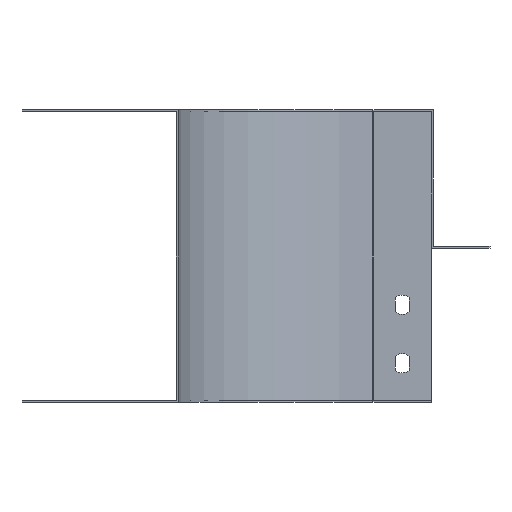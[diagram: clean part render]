
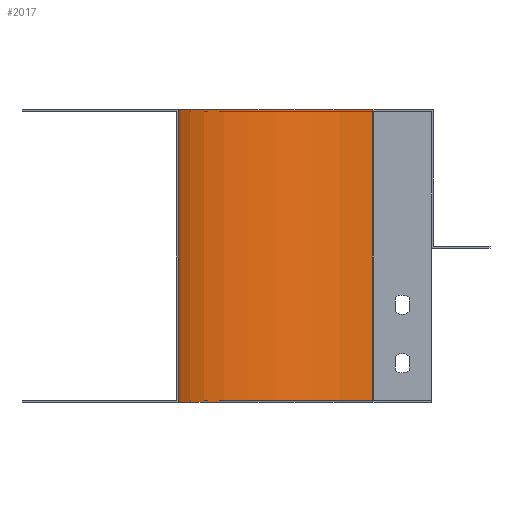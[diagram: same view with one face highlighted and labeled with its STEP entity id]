
A CAD part, left-side view. The second image highlights one B-rep face of the part: STEP entity #2017.
In plain terms, the highlighted cylindrical face has radius 100 mm (diameter 200 mm), a partial arc.
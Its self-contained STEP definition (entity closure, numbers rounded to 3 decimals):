
#58 = EDGE_CURVE ( 'NONE', #2375, #2336, #1839, .T. ) ;
#59 = EDGE_CURVE ( 'NONE', #2334, #2336, #1837, .T. ) ;
#60 = EDGE_CURVE ( 'NONE', #2378, #2334, #1841, .T. ) ;
#332 = LINE ( 'NONE', #2683, #335 ) ;
#335 = VECTOR ( 'NONE', #2682, 1000. ) ;
#446 = FACE_OUTER_BOUND ( 'NONE', #643, .T. ) ;
#450 = CYLINDRICAL_SURFACE ( 'NONE', #1083, 100. ) ;
#519 = ORIENTED_EDGE ( 'NONE', *, *, #60, .F. ) ;
#520 = ORIENTED_EDGE ( 'NONE', *, *, #59, .F. ) ;
#521 = ORIENTED_EDGE ( 'NONE', *, *, #58, .T. ) ;
#522 = ORIENTED_EDGE ( 'NONE', *, *, #1953, .T. ) ;
#643 = EDGE_LOOP ( 'NONE', ( #522, #521, #520, #519 ) ) ;
#1083 = AXIS2_PLACEMENT_3D ( 'NONE', #2583, #2588, #2617 ) ;
#1205 = AXIS2_PLACEMENT_3D ( 'NONE', #2540, #2539, #2537 ) ;
#1206 = AXIS2_PLACEMENT_3D ( 'NONE', #2549, #2548, #2547 ) ;
#1837 = LINE ( 'NONE', #2550, #1843 ) ;
#1839 = CIRCLE ( 'NONE', #1206, 100. ) ;
#1841 = CIRCLE ( 'NONE', #1205, 100. ) ;
#1843 = VECTOR ( 'NONE', #2558, 1000. ) ;
#1953 = EDGE_CURVE ( 'NONE', #2378, #2375, #332, .T. ) ;
#2017 = ADVANCED_FACE ( 'NONE', ( #446 ), #450, .F. ) ;
#2194 = CARTESIAN_POINT ( 'NONE',  ( 0., 30., 1. ) ) ;
#2196 = CARTESIAN_POINT ( 'NONE',  ( 0., 30., -149. ) ) ;
#2235 = CARTESIAN_POINT ( 'NONE',  ( -100., 130., -149. ) ) ;
#2238 = CARTESIAN_POINT ( 'NONE',  ( -100., 130., 1. ) ) ;
#2334 = VERTEX_POINT ( 'NONE', #2194 ) ;
#2336 = VERTEX_POINT ( 'NONE', #2196 ) ;
#2375 = VERTEX_POINT ( 'NONE', #2235 ) ;
#2378 = VERTEX_POINT ( 'NONE', #2238 ) ;
#2537 = DIRECTION ( 'NONE',  ( -1., 0., 0. ) ) ;
#2539 = DIRECTION ( 'NONE',  ( 0., 0., -1. ) ) ;
#2540 = CARTESIAN_POINT ( 'NONE',  ( -100., 30., 1. ) ) ;
#2547 = DIRECTION ( 'NONE',  ( -1., 0., 0. ) ) ;
#2548 = DIRECTION ( 'NONE',  ( 0., 0., -1. ) ) ;
#2549 = CARTESIAN_POINT ( 'NONE',  ( -100., 30., -149. ) ) ;
#2550 = CARTESIAN_POINT ( 'NONE',  ( 0., 30., 1. ) ) ;
#2558 = DIRECTION ( 'NONE',  ( 0., 0., -1. ) ) ;
#2583 = CARTESIAN_POINT ( 'NONE',  ( -100., 30., 1. ) ) ;
#2588 = DIRECTION ( 'NONE',  ( 0., 0., -1. ) ) ;
#2617 = DIRECTION ( 'NONE',  ( -1., 0., 0. ) ) ;
#2682 = DIRECTION ( 'NONE',  ( 0., 0., -1. ) ) ;
#2683 = CARTESIAN_POINT ( 'NONE',  ( -100., 130., 1. ) ) ;
